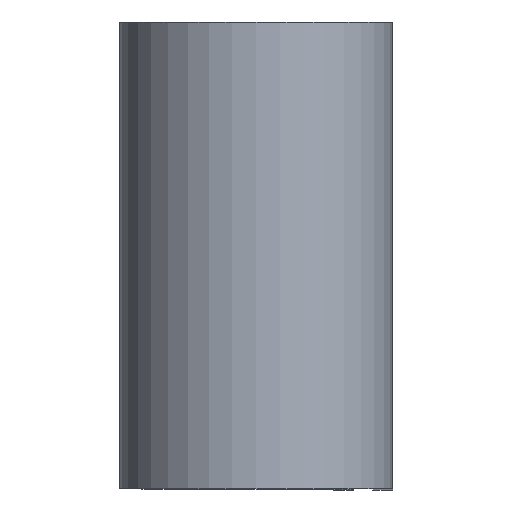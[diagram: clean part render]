
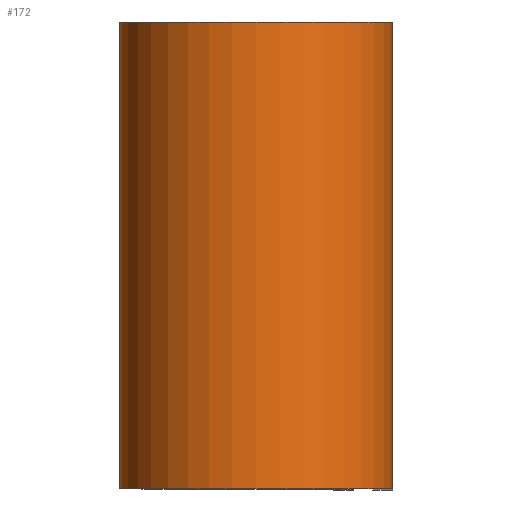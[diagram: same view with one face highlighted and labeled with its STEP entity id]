
A CAD part, top view. The second image highlights one B-rep face of the part: STEP entity #172.
In plain terms, the highlighted cylindrical face has radius 5.575 mm (diameter 11.151 mm), a partial arc.
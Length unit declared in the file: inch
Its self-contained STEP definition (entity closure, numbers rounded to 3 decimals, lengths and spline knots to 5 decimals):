
#56 = EDGE_LOOP ( 'NONE', ( #198, #733, #545, #655 ) ) ;
#104 = CIRCLE ( 'NONE', #159, 0.2195 ) ;
#152 = DIRECTION ( 'NONE',  ( 0., -1., 0. ) ) ;
#159 = AXIS2_PLACEMENT_3D ( 'NONE', #586, #584, #571 ) ;
#165 = CARTESIAN_POINT ( 'NONE',  ( 0., 0.375, -0.2195 ) ) ;
#172 = ADVANCED_FACE ( 'NONE', ( #712 ), #414, .T. ) ;
#198 = ORIENTED_EDGE ( 'NONE', *, *, #402, .T. ) ;
#205 = CARTESIAN_POINT ( 'NONE',  ( 0., 0.375, -0.2195 ) ) ;
#210 = VERTEX_POINT ( 'NONE', #205 ) ;
#250 = VECTOR ( 'NONE', #539, 39.37008 ) ;
#271 = LINE ( 'NONE', #380, #250 ) ;
#311 = DIRECTION ( 'NONE',  ( 0., -1., 0. ) ) ;
#366 = CARTESIAN_POINT ( 'NONE',  ( 0., 0.375, 0. ) ) ;
#379 = EDGE_CURVE ( 'NONE', #210, #626, #471, .T. ) ;
#380 = CARTESIAN_POINT ( 'NONE',  ( 0.2195, 0.375, 0. ) ) ;
#402 = EDGE_CURVE ( 'NONE', #626, #558, #403, .T. ) ;
#403 = CIRCLE ( 'NONE', #475, 0.2195 ) ;
#412 = EDGE_CURVE ( 'NONE', #210, #596, #104, .T. ) ;
#414 = CYLINDRICAL_SURFACE ( 'NONE', #447, 0.2195 ) ;
#423 = DIRECTION ( 'NONE',  ( 0., 0., -1. ) ) ;
#428 = EDGE_CURVE ( 'NONE', #596, #558, #271, .T. ) ;
#447 = AXIS2_PLACEMENT_3D ( 'NONE', #366, #311, #423 ) ;
#468 = CARTESIAN_POINT ( 'NONE',  ( 0.2195, 0.375, 0. ) ) ;
#471 = LINE ( 'NONE', #165, #701 ) ;
#475 = AXIS2_PLACEMENT_3D ( 'NONE', #636, #645, #639 ) ;
#539 = DIRECTION ( 'NONE',  ( 0., -1., 0. ) ) ;
#545 = ORIENTED_EDGE ( 'NONE', *, *, #412, .F. ) ;
#558 = VERTEX_POINT ( 'NONE', #717 ) ;
#571 = DIRECTION ( 'NONE',  ( 1., 0., 0. ) ) ;
#584 = DIRECTION ( 'NONE',  ( 0., 1., 0. ) ) ;
#586 = CARTESIAN_POINT ( 'NONE',  ( 0., 0.375, 0. ) ) ;
#596 = VERTEX_POINT ( 'NONE', #468 ) ;
#626 = VERTEX_POINT ( 'NONE', #656 ) ;
#636 = CARTESIAN_POINT ( 'NONE',  ( 0., -0.375, 0. ) ) ;
#639 = DIRECTION ( 'NONE',  ( 1., 0., 0. ) ) ;
#645 = DIRECTION ( 'NONE',  ( 0., 1., 0. ) ) ;
#655 = ORIENTED_EDGE ( 'NONE', *, *, #379, .T. ) ;
#656 = CARTESIAN_POINT ( 'NONE',  ( 0., -0.375, -0.2195 ) ) ;
#701 = VECTOR ( 'NONE', #152, 39.37008 ) ;
#712 = FACE_OUTER_BOUND ( 'NONE', #56, .T. ) ;
#717 = CARTESIAN_POINT ( 'NONE',  ( 0.2195, -0.375, 0. ) ) ;
#733 = ORIENTED_EDGE ( 'NONE', *, *, #428, .F. ) ;
